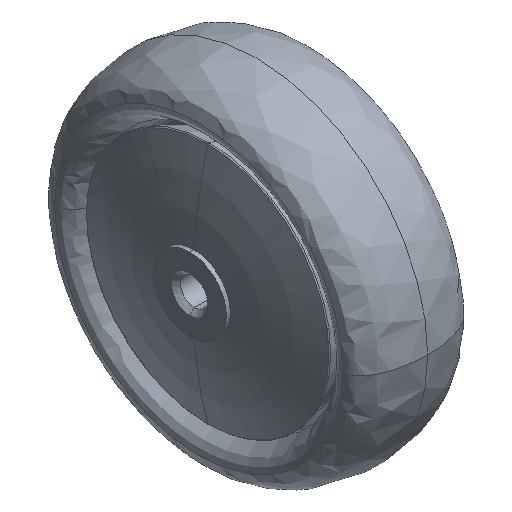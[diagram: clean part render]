
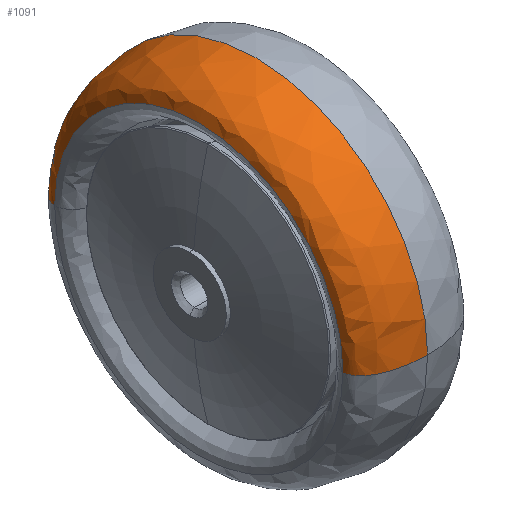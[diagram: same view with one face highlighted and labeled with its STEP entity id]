
A CAD part, isometric view. The second image highlights one B-rep face of the part: STEP entity #1091.
In plain terms, the highlighted free-form (B-spline) face has degree [2, 3] with [3, 4] control points.
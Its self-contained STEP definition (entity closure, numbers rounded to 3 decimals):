
#15 = AXIS2_PLACEMENT_3D ( 'NONE', #2863, #1262, #2666 ) ;
#156 = EDGE_CURVE ( 'NONE', #1068, #2847, #1019, .T. ) ;
#158 = CARTESIAN_POINT ( 'NONE',  ( -12.5, -14.792, 110.62 ) ) ;
#357 = CARTESIAN_POINT ( 'NONE',  ( -12.5, 48.208, 47.62 ) ) ;
#381 = CARTESIAN_POINT ( 'NONE',  ( -12.5, 16.708, 47.62 ) ) ;
#413 = CARTESIAN_POINT ( 'NONE',  ( -12.5, 48.208, 47.62 ) ) ;
#768 = CARTESIAN_POINT ( 'NONE',  ( 0., 54.208, 47.62 ) ) ;
#799 = EDGE_LOOP ( 'NONE', ( #2350, #1923, #1983, #1119 ) ) ;
#898 = CARTESIAN_POINT ( 'NONE',  ( 0., 54.208, 122.62 ) ) ;
#1019 =( BOUNDED_CURVE ( )  B_SPLINE_CURVE ( 2, ( #1444, #1497, #357 ),
 .UNSPECIFIED., .F., .T. ) 
 B_SPLINE_CURVE_WITH_KNOTS ( ( 3, 3 ),
 ( 1.571, 3.142 ),
 .UNSPECIFIED. ) 
 CURVE ( )  GEOMETRIC_REPRESENTATION_ITEM ( )  RATIONAL_B_SPLINE_CURVE ( ( 1., 0.707, 1. ) ) 
 REPRESENTATION_ITEM ( '' )  );
#1068 = VERTEX_POINT ( 'NONE', #768 ) ;
#1091 = ADVANCED_FACE ( 'NONE', ( #2735 ), #1307, .T. ) ;
#1119 = ORIENTED_EDGE ( 'NONE', *, *, #2125, .T. ) ;
#1129 = CARTESIAN_POINT ( 'NONE',  ( -12.5, -20.792, 47.62 ) ) ;
#1153 = CARTESIAN_POINT ( 'NONE',  ( 0., -20.792, 47.62 ) ) ;
#1259 = CARTESIAN_POINT ( 'NONE',  ( -12.5, 48.208, 47.62 ) ) ;
#1261 = CARTESIAN_POINT ( 'NONE',  ( -12.5, -14.792, 47.62 ) ) ;
#1262 = DIRECTION ( 'NONE',  ( 1., 0., 0. ) ) ;
#1289 = DIRECTION ( 'NONE',  ( 1., 0., 0. ) ) ;
#1307 =( BOUNDED_SURFACE ( )  B_SPLINE_SURFACE ( 2, 3, ( 
 ( #1327, #898, #2542, #2051 ),
 ( #1374, #3044, #1388, #1129 ),
 ( #413, #2104, #158, #1644 ) ),
 .UNSPECIFIED., .F., .F., .T. ) 
 B_SPLINE_SURFACE_WITH_KNOTS ( ( 3, 3 ),
 ( 4, 4 ),
 ( 1.571, 3.142 ),
 ( 0., 1. ),
 .UNSPECIFIED. ) 
 GEOMETRIC_REPRESENTATION_ITEM ( )  RATIONAL_B_SPLINE_SURFACE ( (
 ( 1., 0.333, 0.333, 1.),
 ( 0.707, 0.236, 0.236, 0.707),
 ( 1., 0.333, 0.333, 1.) ) ) 
 REPRESENTATION_ITEM ( '' )  SURFACE ( )  );
#1327 = CARTESIAN_POINT ( 'NONE',  ( 0., 54.208, 47.62 ) ) ;
#1374 = CARTESIAN_POINT ( 'NONE',  ( -12.5, 54.208, 47.62 ) ) ;
#1379 = CARTESIAN_POINT ( 'NONE',  ( 0., -20.792, 47.62 ) ) ;
#1388 = CARTESIAN_POINT ( 'NONE',  ( -12.5, -20.792, 122.62 ) ) ;
#1444 = CARTESIAN_POINT ( 'NONE',  ( 0., 54.208, 47.62 ) ) ;
#1497 = CARTESIAN_POINT ( 'NONE',  ( -12.5, 54.208, 47.62 ) ) ;
#1511 = CIRCLE ( 'NONE', #15, 37.5 ) ;
#1591 = EDGE_CURVE ( 'NONE', #2612, #1667, #2390, .T. ) ;
#1644 = CARTESIAN_POINT ( 'NONE',  ( -12.5, -14.792, 47.62 ) ) ;
#1667 = VERTEX_POINT ( 'NONE', #2963 ) ;
#1923 = ORIENTED_EDGE ( 'NONE', *, *, #2485, .F. ) ;
#1983 = ORIENTED_EDGE ( 'NONE', *, *, #156, .T. ) ;
#2051 = CARTESIAN_POINT ( 'NONE',  ( 0., -20.792, 47.62 ) ) ;
#2104 = CARTESIAN_POINT ( 'NONE',  ( -12.5, 48.208, 110.62 ) ) ;
#2125 = EDGE_CURVE ( 'NONE', #2847, #1667, #2797, .T. ) ;
#2335 = CARTESIAN_POINT ( 'NONE',  ( -12.5, -20.792, 47.62 ) ) ;
#2350 = ORIENTED_EDGE ( 'NONE', *, *, #1591, .F. ) ;
#2390 =( BOUNDED_CURVE ( )  B_SPLINE_CURVE ( 2, ( #1379, #2335, #1261 ),
 .UNSPECIFIED., .F., .T. ) 
 B_SPLINE_CURVE_WITH_KNOTS ( ( 3, 3 ),
 ( 1.571, 3.142 ),
 .UNSPECIFIED. ) 
 CURVE ( )  GEOMETRIC_REPRESENTATION_ITEM ( )  RATIONAL_B_SPLINE_CURVE ( ( 1., 0.707, 1. ) ) 
 REPRESENTATION_ITEM ( '' )  );
#2485 = EDGE_CURVE ( 'NONE', #1068, #2612, #1511, .T. ) ;
#2497 = DIRECTION ( 'NONE',  ( 0., 0., -1. ) ) ;
#2542 = CARTESIAN_POINT ( 'NONE',  ( 0., -20.792, 122.62 ) ) ;
#2612 = VERTEX_POINT ( 'NONE', #1153 ) ;
#2666 = DIRECTION ( 'NONE',  ( 0., 0., -1. ) ) ;
#2735 = FACE_OUTER_BOUND ( 'NONE', #799, .T. ) ;
#2797 = CIRCLE ( 'NONE', #2848, 31.5 ) ;
#2847 = VERTEX_POINT ( 'NONE', #1259 ) ;
#2848 = AXIS2_PLACEMENT_3D ( 'NONE', #381, #1289, #2497 ) ;
#2863 = CARTESIAN_POINT ( 'NONE',  ( 0., 16.708, 47.62 ) ) ;
#2963 = CARTESIAN_POINT ( 'NONE',  ( -12.5, -14.792, 47.62 ) ) ;
#3044 = CARTESIAN_POINT ( 'NONE',  ( -12.5, 54.208, 122.62 ) ) ;
